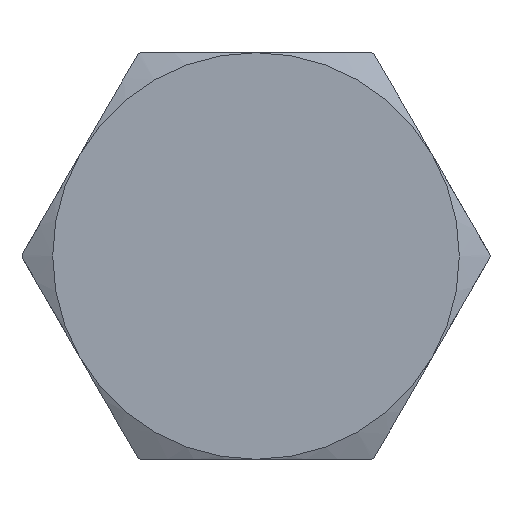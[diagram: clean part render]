
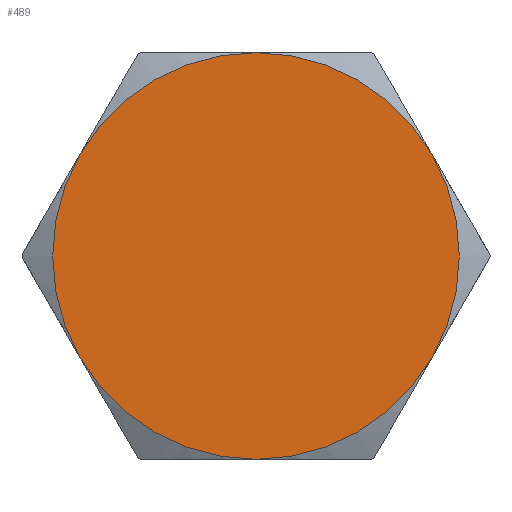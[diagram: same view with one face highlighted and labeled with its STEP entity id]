
A CAD part, left-side view. The second image highlights one B-rep face of the part: STEP entity #489.
In plain terms, the highlighted planar face has unit normal (-1, 0, 0).
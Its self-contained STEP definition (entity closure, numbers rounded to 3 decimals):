
#83=PLANE('',#558);
#129=FACE_OUTER_BOUND('',#166,.T.);
#166=EDGE_LOOP('',(#443,#444,#445,#446,#447,#448));
#188=CIRCLE('',#536,35.);
#189=CIRCLE('',#538,35.);
#192=CIRCLE('',#542,35.);
#193=CIRCLE('',#544,35.);
#196=CIRCLE('',#548,35.);
#198=CIRCLE('',#557,35.);
#225=VERTEX_POINT('',#2636);
#228=VERTEX_POINT('',#2648);
#231=VERTEX_POINT('',#2660);
#234=VERTEX_POINT('',#2672);
#237=VERTEX_POINT('',#2684);
#240=VERTEX_POINT('',#2696);
#301=EDGE_CURVE('',#240,#231,#188,.T.);
#302=EDGE_CURVE('',#231,#234,#189,.T.);
#305=EDGE_CURVE('',#234,#228,#192,.T.);
#306=EDGE_CURVE('',#228,#237,#193,.T.);
#309=EDGE_CURVE('',#237,#225,#196,.T.);
#311=EDGE_CURVE('',#225,#240,#198,.T.);
#443=ORIENTED_EDGE('',*,*,#306,.F.);
#444=ORIENTED_EDGE('',*,*,#305,.F.);
#445=ORIENTED_EDGE('',*,*,#302,.F.);
#446=ORIENTED_EDGE('',*,*,#301,.F.);
#447=ORIENTED_EDGE('',*,*,#311,.F.);
#448=ORIENTED_EDGE('',*,*,#309,.F.);
#489=ADVANCED_FACE('',(#129),#83,.T.);
#536=AXIS2_PLACEMENT_3D('',#2709,#654,#655);
#538=AXIS2_PLACEMENT_3D('',#2711,#658,#659);
#542=AXIS2_PLACEMENT_3D('',#2715,#666,#667);
#544=AXIS2_PLACEMENT_3D('',#2717,#670,#671);
#548=AXIS2_PLACEMENT_3D('',#2721,#678,#679);
#557=AXIS2_PLACEMENT_3D('',#2730,#696,#697);
#558=AXIS2_PLACEMENT_3D('',#2731,#698,#699);
#654=DIRECTION('center_axis',(1.,0.,0.));
#655=DIRECTION('ref_axis',(0.,-1.,0.));
#658=DIRECTION('center_axis',(1.,0.,0.));
#659=DIRECTION('ref_axis',(0.,-1.,0.));
#666=DIRECTION('center_axis',(1.,0.,0.));
#667=DIRECTION('ref_axis',(0.,-1.,0.));
#670=DIRECTION('center_axis',(1.,0.,0.));
#671=DIRECTION('ref_axis',(0.,-1.,0.));
#678=DIRECTION('center_axis',(1.,0.,0.));
#679=DIRECTION('ref_axis',(0.,-1.,0.));
#696=DIRECTION('center_axis',(1.,0.,0.));
#697=DIRECTION('ref_axis',(0.,-1.,0.));
#698=DIRECTION('center_axis',(-1.,0.,0.));
#699=DIRECTION('ref_axis',(0.,0.,1.));
#2636=CARTESIAN_POINT('',(-22.,0.,35.));
#2648=CARTESIAN_POINT('',(-22.,30.311,-17.5));
#2660=CARTESIAN_POINT('',(-22.,-30.311,-17.5));
#2672=CARTESIAN_POINT('',(-22.,0.,-35.));
#2684=CARTESIAN_POINT('',(-22.,30.311,17.5));
#2696=CARTESIAN_POINT('',(-22.,-30.311,17.5));
#2709=CARTESIAN_POINT('Origin',(-22.,0.,0.));
#2711=CARTESIAN_POINT('Origin',(-22.,0.,0.));
#2715=CARTESIAN_POINT('Origin',(-22.,0.,0.));
#2717=CARTESIAN_POINT('Origin',(-22.,0.,0.));
#2721=CARTESIAN_POINT('Origin',(-22.,0.,0.));
#2730=CARTESIAN_POINT('Origin',(-22.,0.,0.));
#2731=CARTESIAN_POINT('Origin',(-22.,0.,0.));
